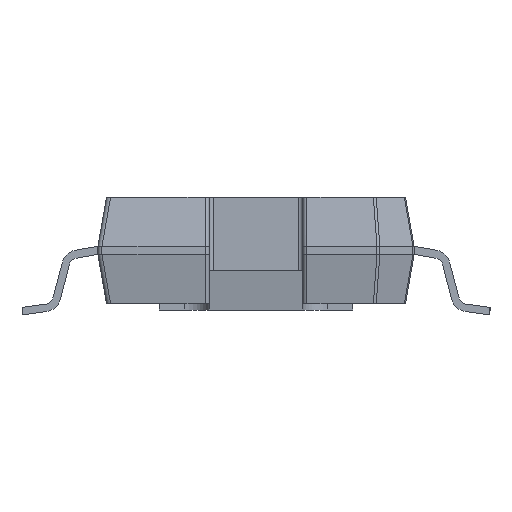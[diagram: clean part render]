
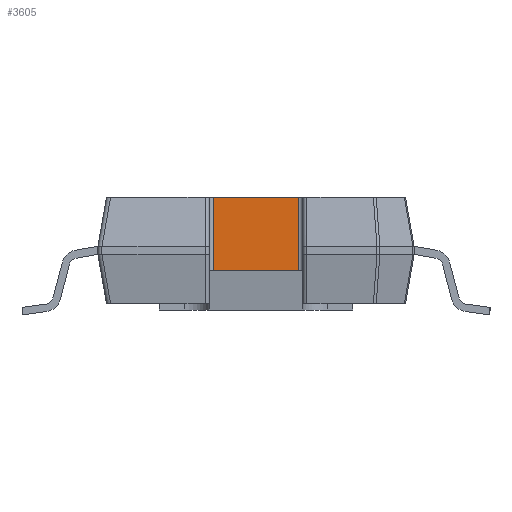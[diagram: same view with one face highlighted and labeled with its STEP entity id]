
A CAD part, front view. The second image highlights one B-rep face of the part: STEP entity #3605.
In plain terms, the highlighted planar face has unit normal (0, -1, 0).
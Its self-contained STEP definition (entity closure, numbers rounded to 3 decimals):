
#671 = DIRECTION ( 'NONE',  ( 0., 0., -1. ) ) ;
#880 = EDGE_CURVE ( 'NONE', #8172, #9624, #11475, .T. ) ;
#1714 = VECTOR ( 'NONE', #3467, 1000. ) ;
#2099 = LINE ( 'NONE', #5677, #1714 ) ;
#2371 = EDGE_CURVE ( 'NONE', #9624, #10997, #12391, .T. ) ;
#2724 = VERTEX_POINT ( 'NONE', #4422 ) ;
#3065 = CARTESIAN_POINT ( 'NONE',  ( 1.323, 1.1, 3.3 ) ) ;
#3467 = DIRECTION ( 'NONE',  ( -1., 0., 0. ) ) ;
#3605 = ADVANCED_FACE ( 'NONE', ( #13680 ), #6231, .T. ) ;
#3853 = AXIS2_PLACEMENT_3D ( 'NONE', #4958, #10470, #671 ) ;
#3887 = CARTESIAN_POINT ( 'NONE',  ( 1.45, 1.1, 3.3 ) ) ;
#3906 = CARTESIAN_POINT ( 'NONE',  ( -1.323, 1.1, 1.016 ) ) ;
#4422 = CARTESIAN_POINT ( 'NONE',  ( 1.323, 1.1, 1.016 ) ) ;
#4958 = CARTESIAN_POINT ( 'NONE',  ( 0., 1.1, 0. ) ) ;
#5677 = CARTESIAN_POINT ( 'NONE',  ( 1.45, 1.1, 1.016 ) ) ;
#5879 = CARTESIAN_POINT ( 'NONE',  ( -1.323, 1.1, 0. ) ) ;
#6131 = LINE ( 'NONE', #8561, #12806 ) ;
#6231 = PLANE ( 'NONE',  #3853 ) ;
#6464 = ORIENTED_EDGE ( 'NONE', *, *, #11937, .T. ) ;
#7527 = EDGE_CURVE ( 'NONE', #2724, #10997, #2099, .T. ) ;
#7626 = CARTESIAN_POINT ( 'NONE',  ( -1.323, 1.1, 3.3 ) ) ;
#8085 = ORIENTED_EDGE ( 'NONE', *, *, #2371, .T. ) ;
#8172 = VERTEX_POINT ( 'NONE', #3065 ) ;
#8561 = CARTESIAN_POINT ( 'NONE',  ( 1.323, 1.1, 0. ) ) ;
#8567 = VECTOR ( 'NONE', #9329, 1000. ) ;
#8679 = EDGE_LOOP ( 'NONE', ( #12063, #6464, #11250, #8085 ) ) ;
#9329 = DIRECTION ( 'NONE',  ( 0., 0., -1. ) ) ;
#9624 = VERTEX_POINT ( 'NONE', #7626 ) ;
#10470 = DIRECTION ( 'NONE',  ( 0., -1., 0. ) ) ;
#10997 = VERTEX_POINT ( 'NONE', #3906 ) ;
#11250 = ORIENTED_EDGE ( 'NONE', *, *, #880, .T. ) ;
#11403 = DIRECTION ( 'NONE',  ( -1., 0., 0. ) ) ;
#11475 = LINE ( 'NONE', #3887, #13820 ) ;
#11714 = DIRECTION ( 'NONE',  ( 0., 0., 1. ) ) ;
#11937 = EDGE_CURVE ( 'NONE', #2724, #8172, #6131, .T. ) ;
#12063 = ORIENTED_EDGE ( 'NONE', *, *, #7527, .F. ) ;
#12391 = LINE ( 'NONE', #5879, #8567 ) ;
#12806 = VECTOR ( 'NONE', #11714, 1000. ) ;
#13680 = FACE_OUTER_BOUND ( 'NONE', #8679, .T. ) ;
#13820 = VECTOR ( 'NONE', #11403, 1000. ) ;
